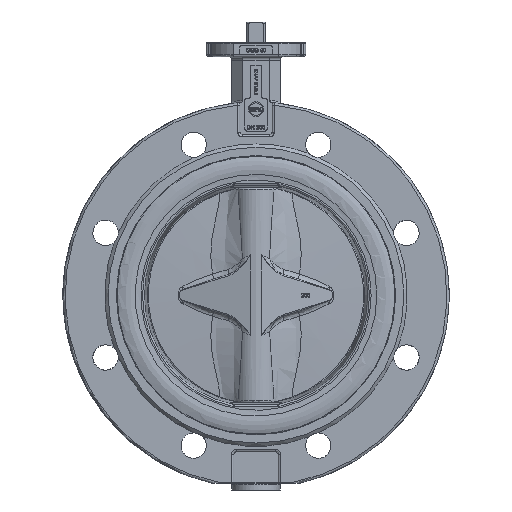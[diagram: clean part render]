
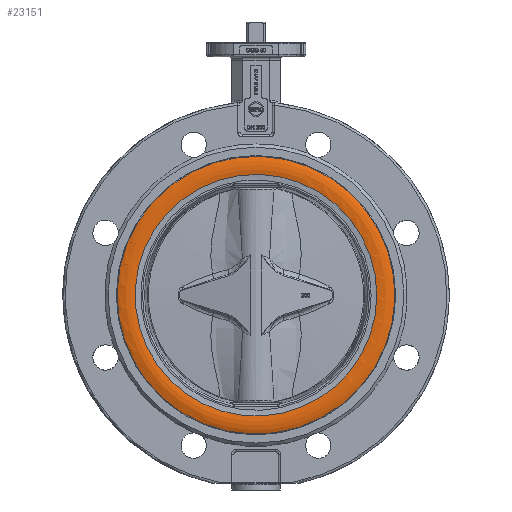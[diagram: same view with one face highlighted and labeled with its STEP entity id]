
A CAD part, left-side view. The second image highlights one B-rep face of the part: STEP entity #23151.
In plain terms, the highlighted toroidal (fillet/blend) face has major radius 115.858 mm and minor radius 25 mm.
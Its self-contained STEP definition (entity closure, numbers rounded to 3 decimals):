
#22801=CARTESIAN_POINT('',(-30.667,-109.457,0.));
#22802=VERTEX_POINT('',#22801);
#22803=CARTESIAN_POINT('',(-30.667,0.,0.));
#22804=DIRECTION('',(-1.0,0.0,0.0));
#22805=DIRECTION('',(0.0,-1.0,0.0));
#22806=AXIS2_PLACEMENT_3D('',#22803,#22804,#22805);
#22807=CIRCLE('',#22806,109.457);
#22808=EDGE_CURVE('',#22802,#22802,#22807,.T.);
#23132=CARTESIAN_POINT('',(-6.5,0.,0.));
#23133=DIRECTION('',(-1.0,0.,0.));
#23134=DIRECTION('',(0.0,0.0,1.0));
#23135=AXIS2_PLACEMENT_3D('',#23132,#23133,#23134);
#23136=TOROIDAL_SURFACE('',#23135,115.858,25.0);
#23137=CARTESIAN_POINT('',(-29.417,77.079,99.483));
#23138=VERTEX_POINT('',#23137);
#23139=CARTESIAN_POINT('',(-29.417,0.,0.));
#23140=DIRECTION('',(-1.0,0.0,0.0));
#23141=DIRECTION('',(0.0,-1.0,0.0));
#23142=AXIS2_PLACEMENT_3D('',#23139,#23140,#23141);
#23143=CIRCLE('',#23142,125.85);
#23144=EDGE_CURVE('',#23138,#23138,#23143,.T.);
#23145=ORIENTED_EDGE('',*,*,#23144,.T.);
#23146=EDGE_LOOP('',(#23145));
#23147=FACE_OUTER_BOUND('',#23146,.T.);
#23148=ORIENTED_EDGE('',*,*,#22808,.F.);
#23149=EDGE_LOOP('',(#23148));
#23150=FACE_BOUND('',#23149,.T.);
#23151=ADVANCED_FACE('',(#23147,#23150),#23136,.T.);
